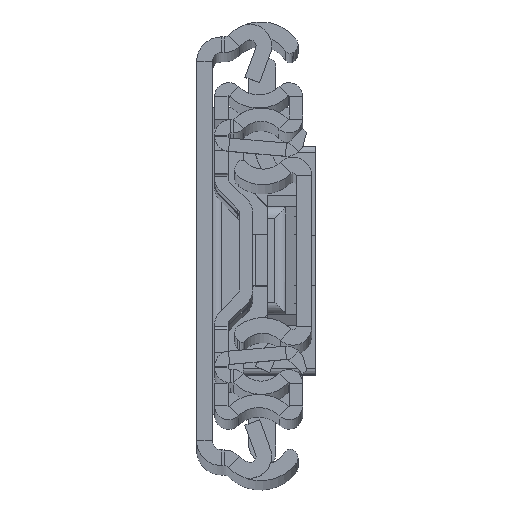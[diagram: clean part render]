
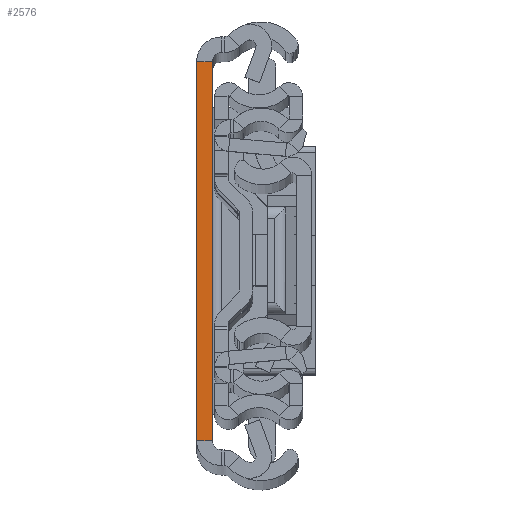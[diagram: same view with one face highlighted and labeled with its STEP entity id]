
A CAD part, top view. The second image highlights one B-rep face of the part: STEP entity #2576.
In plain terms, the highlighted planar face has unit normal (0, 0, 1).
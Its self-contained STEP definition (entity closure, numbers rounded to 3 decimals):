
#174 = CARTESIAN_POINT ( 'NONE',  ( 2.6, -31.5, 0. ) ) ;
#284 = EDGE_CURVE ( 'NONE', #3044, #10651, #3567, .T. ) ;
#346 = AXIS2_PLACEMENT_3D ( 'NONE', #17818, #16370, #16459 ) ;
#949 = VECTOR ( 'NONE', #7446, 1000. ) ;
#1117 = ORIENTED_EDGE ( 'NONE', *, *, #8490, .F. ) ;
#1637 = EDGE_LOOP ( 'NONE', ( #1117, #12363, #14087, #4796 ) ) ;
#2576 = ADVANCED_FACE ( 'NONE', ( #16552 ), #5662, .F. ) ;
#2968 = CARTESIAN_POINT ( 'NONE',  ( 0., -31.5, 0. ) ) ;
#3044 = VERTEX_POINT ( 'NONE', #174 ) ;
#3567 = LINE ( 'NONE', #7627, #13945 ) ;
#4796 = ORIENTED_EDGE ( 'NONE', *, *, #284, .T. ) ;
#5662 = PLANE ( 'NONE',  #346 ) ;
#7069 = CARTESIAN_POINT ( 'NONE',  ( 2.6, -31.5, 0. ) ) ;
#7446 = DIRECTION ( 'NONE',  ( 1., 0., 0. ) ) ;
#7627 = CARTESIAN_POINT ( 'NONE',  ( 2.6, -31.5, 0. ) ) ;
#8490 = EDGE_CURVE ( 'NONE', #16649, #10651, #16788, .T. ) ;
#8549 = LINE ( 'NONE', #7069, #9380 ) ;
#9380 = VECTOR ( 'NONE', #14047, 1000. ) ;
#10106 = LINE ( 'NONE', #2968, #12786 ) ;
#10186 = CARTESIAN_POINT ( 'NONE',  ( 0., 31.5, 0. ) ) ;
#10651 = VERTEX_POINT ( 'NONE', #16036 ) ;
#11012 = VERTEX_POINT ( 'NONE', #17552 ) ;
#12363 = ORIENTED_EDGE ( 'NONE', *, *, #17527, .F. ) ;
#12786 = VECTOR ( 'NONE', #16896, 1000. ) ;
#13945 = VECTOR ( 'NONE', #14530, 1000. ) ;
#14047 = DIRECTION ( 'NONE',  ( 1., 0., 0. ) ) ;
#14067 = CARTESIAN_POINT ( 'NONE',  ( 2.6, 31.5, 0. ) ) ;
#14087 = ORIENTED_EDGE ( 'NONE', *, *, #15079, .T. ) ;
#14530 = DIRECTION ( 'NONE',  ( 0., 1., 0. ) ) ;
#15079 = EDGE_CURVE ( 'NONE', #11012, #3044, #8549, .T. ) ;
#16036 = CARTESIAN_POINT ( 'NONE',  ( 2.6, 31.5, 0. ) ) ;
#16370 = DIRECTION ( 'NONE',  ( 0., 0., -1. ) ) ;
#16459 = DIRECTION ( 'NONE',  ( 0., 1., 0. ) ) ;
#16552 = FACE_OUTER_BOUND ( 'NONE', #1637, .T. ) ;
#16649 = VERTEX_POINT ( 'NONE', #10186 ) ;
#16788 = LINE ( 'NONE', #14067, #949 ) ;
#16896 = DIRECTION ( 'NONE',  ( 0., 1., 0. ) ) ;
#17527 = EDGE_CURVE ( 'NONE', #11012, #16649, #10106, .T. ) ;
#17552 = CARTESIAN_POINT ( 'NONE',  ( 0., -31.5, 0. ) ) ;
#17818 = CARTESIAN_POINT ( 'NONE',  ( 2.6, -31.5, 0. ) ) ;
